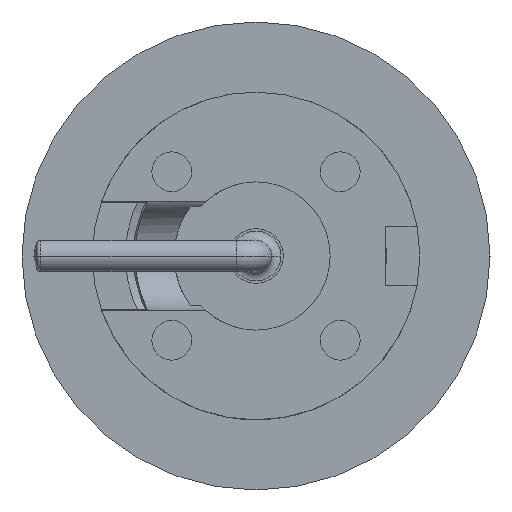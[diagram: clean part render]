
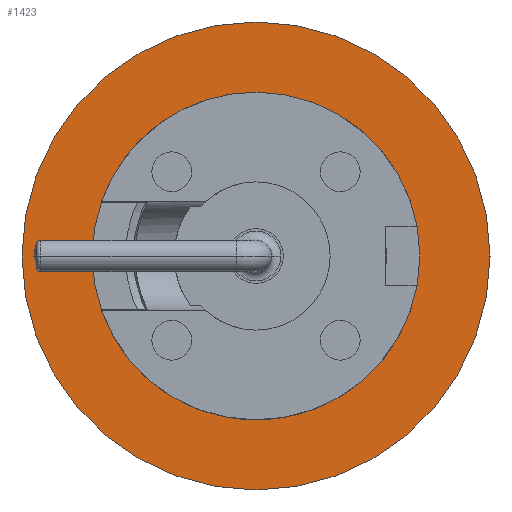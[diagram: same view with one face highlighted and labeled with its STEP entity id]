
A CAD part, left-side view. The second image highlights one B-rep face of the part: STEP entity #1423.
In plain terms, the highlighted face is planar.
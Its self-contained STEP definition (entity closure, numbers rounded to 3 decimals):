
#26 = EDGE_CURVE ( 'NONE', #1076, #2415, #990, .T. ) ;
#110 = EDGE_LOOP ( 'NONE', ( #267, #1319 ) ) ;
#147 = DIRECTION ( 'NONE',  ( 1., 0., 0. ) ) ;
#157 = EDGE_CURVE ( 'NONE', #2415, #1076, #451, .T. ) ;
#267 = ORIENTED_EDGE ( 'NONE', *, *, #26, .T. ) ;
#359 = CARTESIAN_POINT ( 'NONE',  ( 0., 0., 0. ) ) ;
#362 = DIRECTION ( 'NONE',  ( 1., 0., 0. ) ) ;
#372 = VERTEX_POINT ( 'NONE', #1578 ) ;
#450 = AXIS2_PLACEMENT_3D ( 'NONE', #855, #1587, #1404 ) ;
#451 = CIRCLE ( 'NONE', #1308, 3. ) ;
#457 = CARTESIAN_POINT ( 'NONE',  ( 0., 2.1, 0. ) ) ;
#539 = CARTESIAN_POINT ( 'NONE',  ( -3., 0., 0. ) ) ;
#576 = AXIS2_PLACEMENT_3D ( 'NONE', #1721, #2075, #362 ) ;
#702 = CARTESIAN_POINT ( 'NONE',  ( 3., 0., 0. ) ) ;
#855 = CARTESIAN_POINT ( 'NONE',  ( 0., 0., 0. ) ) ;
#964 = EDGE_LOOP ( 'NONE', ( #1159, #1437 ) ) ;
#978 = DIRECTION ( 'NONE',  ( 1., 0., 0. ) ) ;
#983 = DIRECTION ( 'NONE',  ( 0., 0., -1. ) ) ;
#990 = CIRCLE ( 'NONE', #2277, 3. ) ;
#1036 = PLANE ( 'NONE',  #2262 ) ;
#1076 = VERTEX_POINT ( 'NONE', #702 ) ;
#1159 = ORIENTED_EDGE ( 'NONE', *, *, #1260, .F. ) ;
#1174 = DIRECTION ( 'NONE',  ( 0., 0., 1. ) ) ;
#1260 = EDGE_CURVE ( 'NONE', #372, #1784, #1537, .T. ) ;
#1294 = DIRECTION ( 'NONE',  ( 0., 0., 1. ) ) ;
#1308 = AXIS2_PLACEMENT_3D ( 'NONE', #1335, #1174, #978 ) ;
#1319 = ORIENTED_EDGE ( 'NONE', *, *, #157, .T. ) ;
#1335 = CARTESIAN_POINT ( 'NONE',  ( 0., 0., 0. ) ) ;
#1404 = DIRECTION ( 'NONE',  ( 1., 0., 0. ) ) ;
#1423 = ADVANCED_FACE ( 'NONE', ( #1477, #2358 ), #1036, .F. ) ;
#1437 = ORIENTED_EDGE ( 'NONE', *, *, #1741, .F. ) ;
#1477 = FACE_BOUND ( 'NONE', #964, .T. ) ;
#1537 = CIRCLE ( 'NONE', #576, 2.1 ) ;
#1578 = CARTESIAN_POINT ( 'NONE',  ( 2.1, 0., 0. ) ) ;
#1587 = DIRECTION ( 'NONE',  ( 0., 0., 1. ) ) ;
#1641 = CARTESIAN_POINT ( 'NONE',  ( -2.1, 0., 0. ) ) ;
#1721 = CARTESIAN_POINT ( 'NONE',  ( 0., 0., 0. ) ) ;
#1741 = EDGE_CURVE ( 'NONE', #1784, #372, #2087, .T. ) ;
#1784 = VERTEX_POINT ( 'NONE', #1641 ) ;
#2075 = DIRECTION ( 'NONE',  ( 0., 0., 1. ) ) ;
#2087 = CIRCLE ( 'NONE', #450, 2.1 ) ;
#2262 = AXIS2_PLACEMENT_3D ( 'NONE', #457, #983, #2372 ) ;
#2277 = AXIS2_PLACEMENT_3D ( 'NONE', #359, #1294, #147 ) ;
#2358 = FACE_OUTER_BOUND ( 'NONE', #110, .T. ) ;
#2372 = DIRECTION ( 'NONE',  ( -1., 0., 0. ) ) ;
#2415 = VERTEX_POINT ( 'NONE', #539 ) ;
